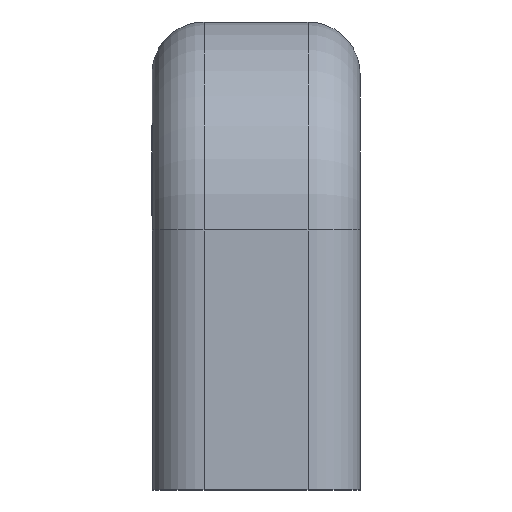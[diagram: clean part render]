
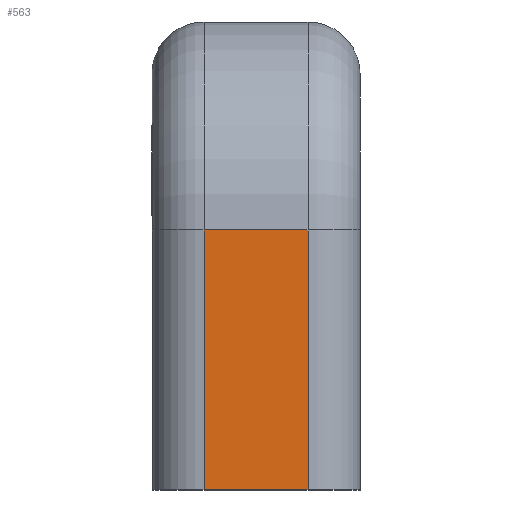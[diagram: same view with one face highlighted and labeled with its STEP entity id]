
A CAD part, front view. The second image highlights one B-rep face of the part: STEP entity #563.
In plain terms, the highlighted planar face has unit normal (0, -1, 0).
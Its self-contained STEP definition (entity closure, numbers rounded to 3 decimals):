
#407=CARTESIAN_POINT('',(218.43,264.678,-5.0));
#408=VERTEX_POINT('',#407);
#416=CARTESIAN_POINT('',(208.43,264.678,-5.0));
#417=VERTEX_POINT('',#416);
#418=CARTESIAN_POINT('',(208.43,264.678,-5.0));
#419=DIRECTION('',(1.0,0.0,0.0));
#420=VECTOR('',#419,10.0);
#421=LINE('',#418,#420);
#422=EDGE_CURVE('',#417,#408,#421,.T.);
#487=CARTESIAN_POINT('',(208.43,264.678,20.0));
#488=VERTEX_POINT('',#487);
#489=CARTESIAN_POINT('',(208.43,264.678,-5.0));
#490=DIRECTION('',(0.0,0.0,1.0));
#491=VECTOR('',#490,25.0);
#492=LINE('',#489,#491);
#493=EDGE_CURVE('',#417,#488,#492,.T.);
#528=CARTESIAN_POINT('',(218.43,264.678,20.0));
#529=VERTEX_POINT('',#528);
#537=CARTESIAN_POINT('',(218.43,264.678,-5.0));
#538=DIRECTION('',(0.0,0.0,1.0));
#539=VECTOR('',#538,25.0);
#540=LINE('',#537,#539);
#541=EDGE_CURVE('',#408,#529,#540,.T.);
#547=CARTESIAN_POINT('',(218.43,264.678,0.0));
#548=DIRECTION('',(0.0,-1.0,0.0));
#549=DIRECTION('',(0.0,0.0,-1.0));
#550=AXIS2_PLACEMENT_3D('',#547,#548,#549);
#551=PLANE('',#550);
#552=CARTESIAN_POINT('',(208.43,264.678,20.0));
#553=DIRECTION('',(1.0,0.0,0.0));
#554=VECTOR('',#553,10.);
#555=LINE('',#552,#554);
#556=EDGE_CURVE('',#488,#529,#555,.T.);
#557=ORIENTED_EDGE('',*,*,#556,.F.);
#558=ORIENTED_EDGE('',*,*,#493,.F.);
#559=ORIENTED_EDGE('',*,*,#422,.T.);
#560=ORIENTED_EDGE('',*,*,#541,.T.);
#561=EDGE_LOOP('',(#557,#558,#559,#560));
#562=FACE_OUTER_BOUND('',#561,.T.);
#563=ADVANCED_FACE('',(#562),#551,.T.);
